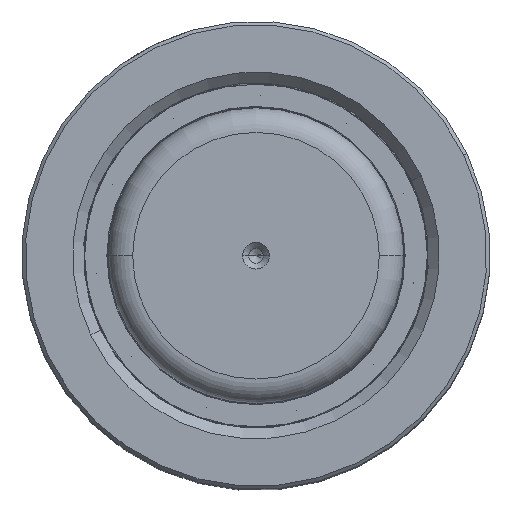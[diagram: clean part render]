
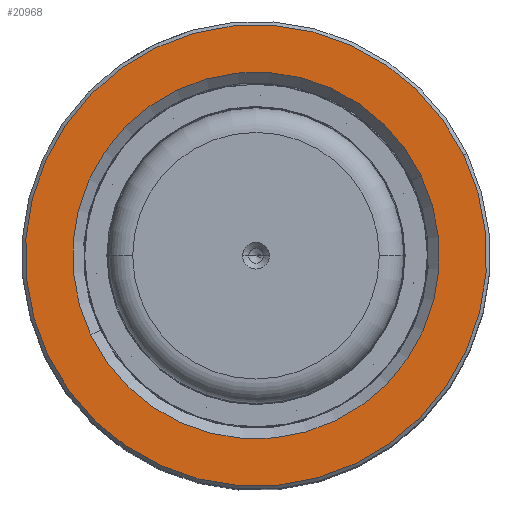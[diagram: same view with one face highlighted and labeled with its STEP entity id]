
A CAD part, top view. The second image highlights one B-rep face of the part: STEP entity #20968.
In plain terms, the highlighted planar face has unit normal (0, 0, 1).
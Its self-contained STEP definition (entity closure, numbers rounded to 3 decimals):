
#2165 = ORIENTED_EDGE ( 'NONE', *, *, #64121, .T. ) ;
#2514 = EDGE_CURVE ( 'NONE', #50733, #23413, #23965, .T. ) ;
#6565 = CARTESIAN_POINT ( 'NONE',  ( 0., 0., 120. ) ) ;
#6904 = DIRECTION ( 'NONE',  ( 1., 0., 0. ) ) ;
#7898 = DIRECTION ( 'NONE',  ( 0., 0., -1. ) ) ;
#10922 = DIRECTION ( 'NONE',  ( 0., 0., 1. ) ) ;
#11903 = PLANE ( 'NONE',  #28707 ) ;
#12531 = CARTESIAN_POINT ( 'NONE',  ( 46.8, 0., 120. ) ) ;
#12964 = EDGE_LOOP ( 'NONE', ( #58963, #55260 ) ) ;
#15903 = DIRECTION ( 'NONE',  ( 0., 0., -1. ) ) ;
#16153 = DIRECTION ( 'NONE',  ( 1., 0., 0. ) ) ;
#17287 = DIRECTION ( 'NONE',  ( 1., 0., 0. ) ) ;
#18470 = CIRCLE ( 'NONE', #50505, 37.2 ) ;
#20160 = FACE_BOUND ( 'NONE', #64243, .T. ) ;
#20210 = CIRCLE ( 'NONE', #52197, 46.8 ) ;
#20968 = ADVANCED_FACE ( 'NONE', ( #60708, #20160 ), #11903, .T. ) ;
#22794 = CARTESIAN_POINT ( 'NONE',  ( 0., 0., 120. ) ) ;
#23413 = VERTEX_POINT ( 'NONE', #31577 ) ;
#23877 = AXIS2_PLACEMENT_3D ( 'NONE', #41850, #7898, #17287 ) ;
#23965 = CIRCLE ( 'NONE', #23877, 37.2 ) ;
#27458 = AXIS2_PLACEMENT_3D ( 'NONE', #22794, #46900, #57118 ) ;
#28707 = AXIS2_PLACEMENT_3D ( 'NONE', #46686, #36681, #6904 ) ;
#31577 = CARTESIAN_POINT ( 'NONE',  ( 37.2, 0., 120. ) ) ;
#32654 = CARTESIAN_POINT ( 'NONE',  ( -37.2, 0., 120. ) ) ;
#36681 = DIRECTION ( 'NONE',  ( 0., 0., 1. ) ) ;
#38299 = CARTESIAN_POINT ( 'NONE',  ( -46.8, 0., 120. ) ) ;
#40057 = CIRCLE ( 'NONE', #27458, 46.8 ) ;
#40488 = VERTEX_POINT ( 'NONE', #38299 ) ;
#40916 = DIRECTION ( 'NONE',  ( 1., 0., 0. ) ) ;
#41850 = CARTESIAN_POINT ( 'NONE',  ( 0., 0., 120. ) ) ;
#46686 = CARTESIAN_POINT ( 'NONE',  ( 0., 0., 120. ) ) ;
#46900 = DIRECTION ( 'NONE',  ( 0., 0., 1. ) ) ;
#50505 = AXIS2_PLACEMENT_3D ( 'NONE', #56142, #15903, #40916 ) ;
#50733 = VERTEX_POINT ( 'NONE', #32654 ) ;
#52197 = AXIS2_PLACEMENT_3D ( 'NONE', #6565, #10922, #16153 ) ;
#52442 = VERTEX_POINT ( 'NONE', #12531 ) ;
#53634 = EDGE_CURVE ( 'NONE', #40488, #52442, #40057, .T. ) ;
#55260 = ORIENTED_EDGE ( 'NONE', *, *, #58072, .T. ) ;
#56142 = CARTESIAN_POINT ( 'NONE',  ( 0., 0., 120. ) ) ;
#57118 = DIRECTION ( 'NONE',  ( 1., 0., 0. ) ) ;
#57223 = ORIENTED_EDGE ( 'NONE', *, *, #2514, .T. ) ;
#58072 = EDGE_CURVE ( 'NONE', #52442, #40488, #20210, .T. ) ;
#58963 = ORIENTED_EDGE ( 'NONE', *, *, #53634, .T. ) ;
#60708 = FACE_OUTER_BOUND ( 'NONE', #12964, .T. ) ;
#64121 = EDGE_CURVE ( 'NONE', #23413, #50733, #18470, .T. ) ;
#64243 = EDGE_LOOP ( 'NONE', ( #2165, #57223 ) ) ;
